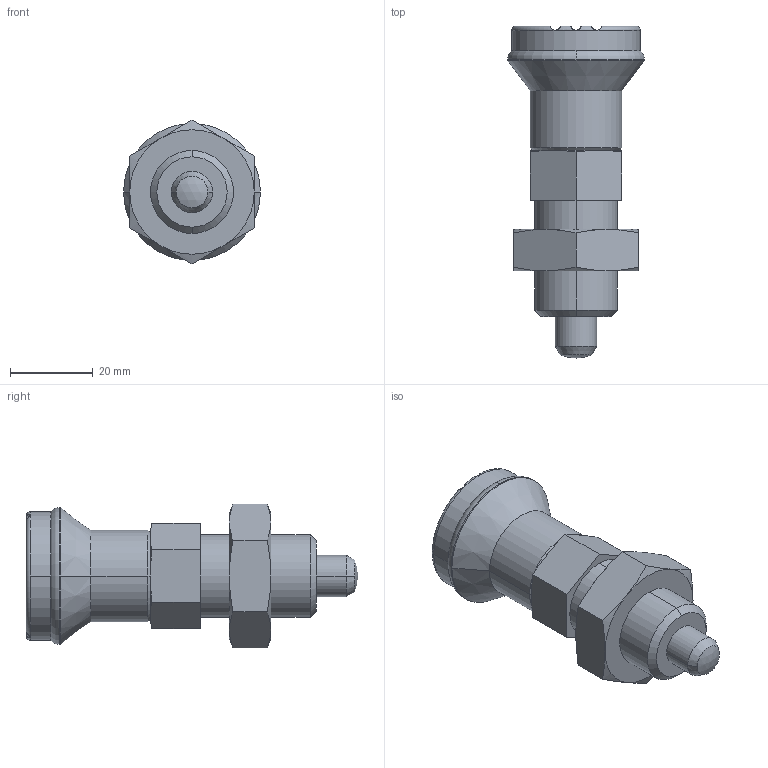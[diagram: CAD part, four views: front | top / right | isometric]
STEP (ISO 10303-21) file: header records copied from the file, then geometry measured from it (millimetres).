
FILE_DESCRIPTION( ( '' ), '1' );
FILE_NAME( 'K0339.2410_(B0).stp', '2012-10-30T12:04:45', ( '' ), ( '' ), ' ', ' ', ' ' );
FILE_SCHEMA( ( 'CONFIG_CONTROL_DESIGN' ) );
Length unit declared in the file: millimetre
Products named in the file (1): 1
Bounding box: 33 x 80 x 34.64 mm (x, y, z)
Volume: 35151.9 mm3; surface area: 8205.1 mm2
Topology: 1 solids, 2 shells, 78 faces, 175 edges, 106 vertices
Faces by surface type: cone 28, plane 23, cylinder 22, torus 4, sphere 1
Entity records: 2391 total; most frequent: CARTESIAN_POINT 680, DIRECTION 359, ORIENTED_EDGE 350, EDGE_CURVE 175, AXIS2_PLACEMENT_3D 153, VERTEX_POINT 106, EDGE_LOOP 85, ADVANCED_FACE 78
